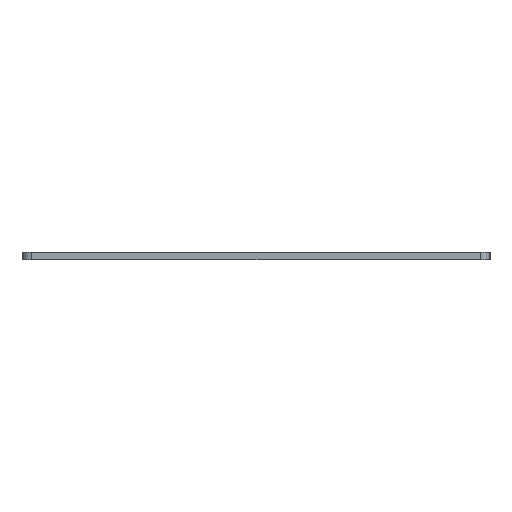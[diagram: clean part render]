
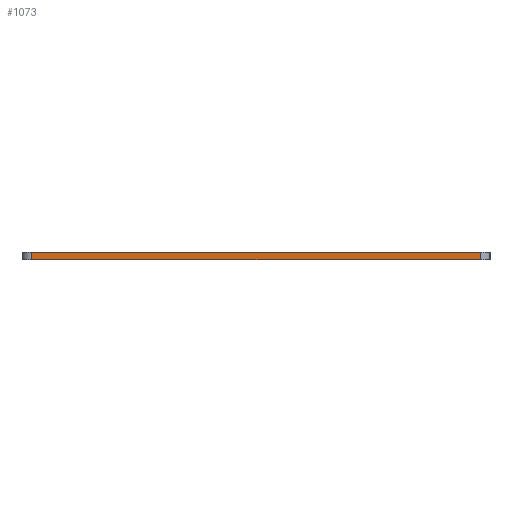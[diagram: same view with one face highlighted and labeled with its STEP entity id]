
A CAD part, left-side view. The second image highlights one B-rep face of the part: STEP entity #1073.
In plain terms, the highlighted planar face has unit normal (-1, 0, 0).
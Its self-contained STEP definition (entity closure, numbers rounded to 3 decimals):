
#150 = VERTEX_POINT('',#151);
#151 = CARTESIAN_POINT('',(39.6,-44.1,0.));
#158 = EDGE_CURVE('',#159,#150,#161,.T.);
#159 = VERTEX_POINT('',#160);
#160 = CARTESIAN_POINT('',(39.6,-135.9,0.));
#161 = LINE('',#162,#163);
#162 = CARTESIAN_POINT('',(39.6,-135.9,0.));
#163 = VECTOR('',#164,1.);
#164 = DIRECTION('',(0.,1.,0.));
#598 = VERTEX_POINT('',#599);
#599 = CARTESIAN_POINT('',(39.6,-44.1,1.51));
#606 = EDGE_CURVE('',#607,#598,#609,.T.);
#607 = VERTEX_POINT('',#608);
#608 = CARTESIAN_POINT('',(39.6,-135.9,1.51));
#609 = LINE('',#610,#611);
#610 = CARTESIAN_POINT('',(39.6,-135.9,1.51));
#611 = VECTOR('',#612,1.);
#612 = DIRECTION('',(0.,1.,0.));
#1043 = EDGE_CURVE('',#150,#598,#1044,.T.);
#1044 = LINE('',#1045,#1046);
#1045 = CARTESIAN_POINT('',(39.6,-44.1,0.));
#1046 = VECTOR('',#1047,1.);
#1047 = DIRECTION('',(0.,0.,1.));
#1073 = ADVANCED_FACE('',(#1074),#1085,.T.);
#1074 = FACE_BOUND('',#1075,.T.);
#1075 = EDGE_LOOP('',(#1076,#1082,#1083,#1084));
#1076 = ORIENTED_EDGE('',*,*,#1077,.T.);
#1077 = EDGE_CURVE('',#159,#607,#1078,.T.);
#1078 = LINE('',#1079,#1080);
#1079 = CARTESIAN_POINT('',(39.6,-135.9,0.));
#1080 = VECTOR('',#1081,1.);
#1081 = DIRECTION('',(0.,0.,1.));
#1082 = ORIENTED_EDGE('',*,*,#606,.T.);
#1083 = ORIENTED_EDGE('',*,*,#1043,.F.);
#1084 = ORIENTED_EDGE('',*,*,#158,.F.);
#1085 = PLANE('',#1086);
#1086 = AXIS2_PLACEMENT_3D('',#1087,#1088,#1089);
#1087 = CARTESIAN_POINT('',(39.6,-135.9,0.));
#1088 = DIRECTION('',(-1.,0.,0.));
#1089 = DIRECTION('',(0.,1.,0.));
